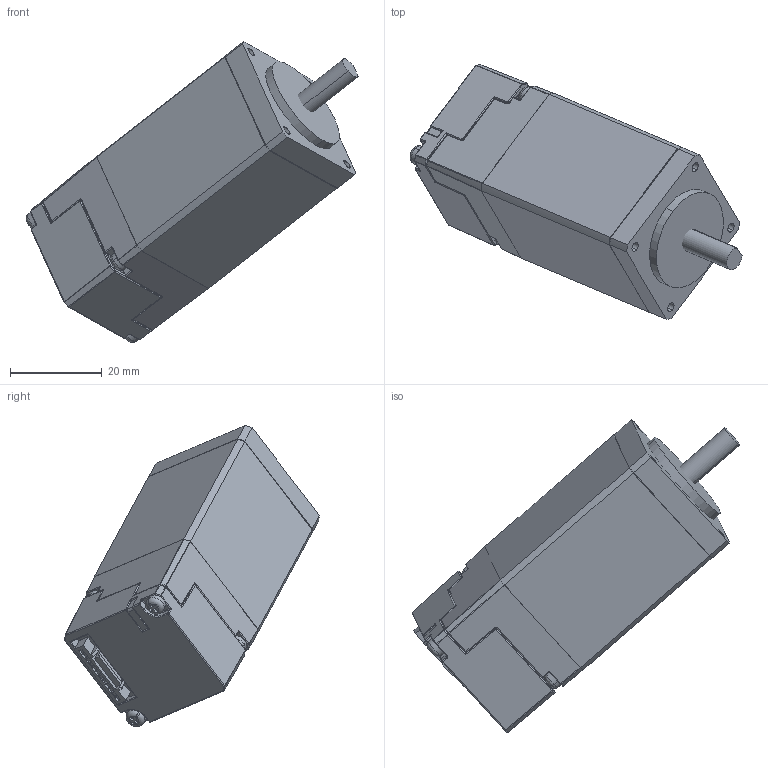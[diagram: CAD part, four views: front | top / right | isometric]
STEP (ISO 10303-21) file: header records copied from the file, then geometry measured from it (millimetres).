
FILE_DESCRIPTION (( 'STEP AP203' ), '1' );
FILE_NAME ('TSM11x-3RM_3D.STEP', '2015-05-27T01:13:06', ( 'Leo_liu' ), ( '' ), 'SwSTEP 2.0', 'SolidWorks 2014', '' );
FILE_SCHEMA (( 'CONFIG_CONTROL_DESIGN' ));
Length unit declared in the file: millimetre
Products named in the file (1): TSM11x-3RM_3D
Bounding box: 72.46 x 55.67 x 65.72 mm (x, y, z)
Surface area: 13436.5 mm2 (no closed solid volume)
Topology: 0 solids, 16 shells, 457 faces, 1515 edges, 1033 vertices
Faces by surface type: plane 218, cylinder 150, bspline 80, cone 5, torus 4
Entity records: 19150 total; most frequent: CARTESIAN_POINT 6911, ORIENTED_EDGE 2387, DIRECTION 2329, EDGE_CURVE 1496, VERTEX_POINT 1033, LINE 889, VECTOR 889, AXIS2_PLACEMENT_3D 720
